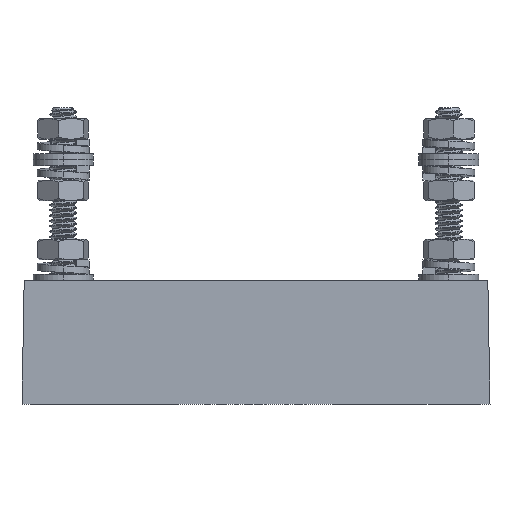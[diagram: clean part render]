
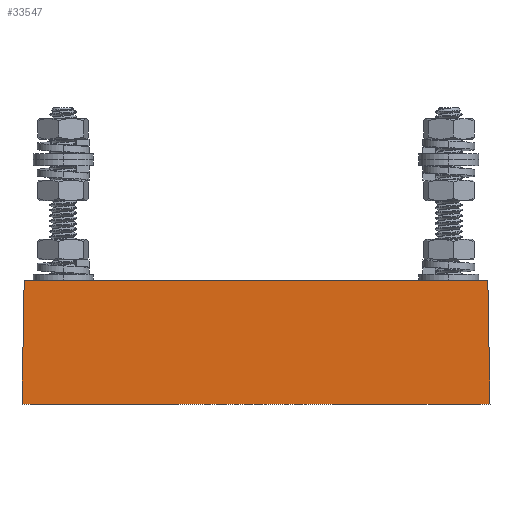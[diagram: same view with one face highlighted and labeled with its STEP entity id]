
A CAD part, top view. The second image highlights one B-rep face of the part: STEP entity #33547.
In plain terms, the highlighted planar face has unit normal (0, 0, 1).
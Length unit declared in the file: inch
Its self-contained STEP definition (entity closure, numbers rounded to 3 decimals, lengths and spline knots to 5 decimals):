
#2080 = VERTEX_POINT ( 'NONE', #56674 ) ;
#3306 = LINE ( 'NONE', #6171, #16215 ) ;
#3435 = VECTOR ( 'NONE', #28348, 39.37008 ) ;
#3582 = LINE ( 'NONE', #48402, #26282 ) ;
#6171 = CARTESIAN_POINT ( 'NONE',  ( -2.17966, 1.165, 0.75 ) ) ;
#10271 = VERTEX_POINT ( 'NONE', #11872 ) ;
#11817 = EDGE_CURVE ( 'NONE', #2080, #46369, #3306, .T. ) ;
#11872 = CARTESIAN_POINT ( 'NONE',  ( -2.2, 0., 0.75 ) ) ;
#13821 = CARTESIAN_POINT ( 'NONE',  ( 0., 0., 0.75 ) ) ;
#15697 = EDGE_CURVE ( 'NONE', #10271, #20695, #40566, .T. ) ;
#16215 = VECTOR ( 'NONE', #39870, 39.37008 ) ;
#18677 = DIRECTION ( 'NONE',  ( -1., 0., 0. ) ) ;
#20395 = LINE ( 'NONE', #30782, #31758 ) ;
#20695 = VERTEX_POINT ( 'NONE', #36867 ) ;
#22577 = EDGE_LOOP ( 'NONE', ( #49662, #59724, #62695, #24421 ) ) ;
#24238 = DIRECTION ( 'NONE',  ( -0.017, -1., 0. ) ) ;
#24421 = ORIENTED_EDGE ( 'NONE', *, *, #11817, .T. ) ;
#26282 = VECTOR ( 'NONE', #24238, 39.37008 ) ;
#26694 = EDGE_CURVE ( 'NONE', #20695, #2080, #20395, .T. ) ;
#28348 = DIRECTION ( 'NONE',  ( 1., 0., 0. ) ) ;
#29807 = AXIS2_PLACEMENT_3D ( 'NONE', #13821, #47693, #18677 ) ;
#30782 = CARTESIAN_POINT ( 'NONE',  ( 2.2, 0., 0.75 ) ) ;
#31758 = VECTOR ( 'NONE', #40568, 39.37008 ) ;
#33547 = ADVANCED_FACE ( 'NONE', ( #44547 ), #47477, .F. ) ;
#34257 = CARTESIAN_POINT ( 'NONE',  ( -2.17966, 1.165, 0.75 ) ) ;
#36867 = CARTESIAN_POINT ( 'NONE',  ( 2.2, 0., 0.75 ) ) ;
#39870 = DIRECTION ( 'NONE',  ( -1., 0., 0. ) ) ;
#40566 = LINE ( 'NONE', #57295, #3435 ) ;
#40568 = DIRECTION ( 'NONE',  ( -0.017, 1., 0. ) ) ;
#44547 = FACE_OUTER_BOUND ( 'NONE', #22577, .T. ) ;
#46369 = VERTEX_POINT ( 'NONE', #34257 ) ;
#47477 = PLANE ( 'NONE',  #29807 ) ;
#47693 = DIRECTION ( 'NONE',  ( 0., 0., -1. ) ) ;
#48402 = CARTESIAN_POINT ( 'NONE',  ( -2.2, 0., 0.75 ) ) ;
#49662 = ORIENTED_EDGE ( 'NONE', *, *, #51452, .T. ) ;
#51452 = EDGE_CURVE ( 'NONE', #46369, #10271, #3582, .T. ) ;
#56674 = CARTESIAN_POINT ( 'NONE',  ( 2.17966, 1.165, 0.75 ) ) ;
#57295 = CARTESIAN_POINT ( 'NONE',  ( -2.2, 0., 0.75 ) ) ;
#59724 = ORIENTED_EDGE ( 'NONE', *, *, #15697, .T. ) ;
#62695 = ORIENTED_EDGE ( 'NONE', *, *, #26694, .T. ) ;
